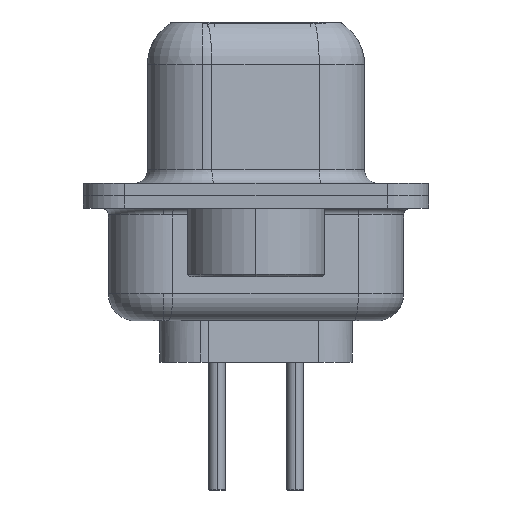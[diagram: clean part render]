
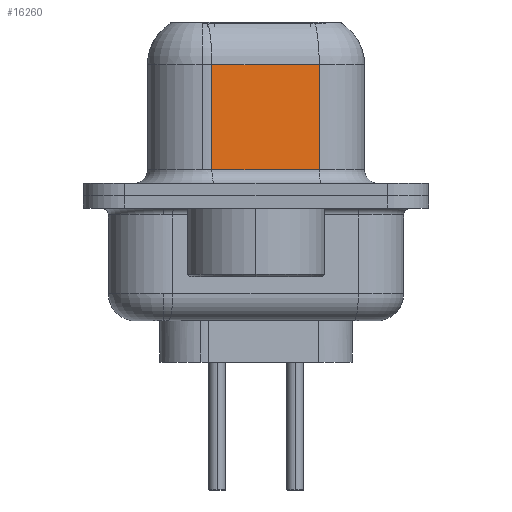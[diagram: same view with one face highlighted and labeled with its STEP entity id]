
A CAD part, left-side view. The second image highlights one B-rep face of the part: STEP entity #16260.
In plain terms, the highlighted planar face has unit normal (-0.985, -0.174, 0).
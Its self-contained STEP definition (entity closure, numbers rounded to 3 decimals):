
#197 = VERTEX_POINT ( 'NONE', #12757 ) ;
#1418 = FACE_OUTER_BOUND ( 'NONE', #18003, .T. ) ;
#3486 = VERTEX_POINT ( 'NONE', #23234 ) ;
#3954 = CARTESIAN_POINT ( 'NONE',  ( 5.048, -2.297, 4.77 ) ) ;
#4534 = EDGE_CURVE ( 'NONE', #3486, #17362, #8108, .T. ) ;
#5316 = DIRECTION ( 'NONE',  ( -0.174, 0.985, 0. ) ) ;
#5681 = DIRECTION ( 'NONE',  ( 0.985, 0.174, 0. ) ) ;
#7343 = CARTESIAN_POINT ( 'NONE',  ( 4.36, 1.603, 6.52 ) ) ;
#7413 = VECTOR ( 'NONE', #10815, 1000. ) ;
#8108 = LINE ( 'NONE', #3954, #19576 ) ;
#9113 = LINE ( 'NONE', #18471, #7413 ) ;
#10356 = CARTESIAN_POINT ( 'NONE',  ( 4.36, 1.603, 4.77 ) ) ;
#10815 = DIRECTION ( 'NONE',  ( 0., 0., -1. ) ) ;
#11100 = VECTOR ( 'NONE', #22071, 1000. ) ;
#11486 = EDGE_CURVE ( 'NONE', #3486, #23648, #9113, .T. ) ;
#11850 = EDGE_CURVE ( 'NONE', #197, #23648, #17524, .T. ) ;
#12757 = CARTESIAN_POINT ( 'NONE',  ( 4.36, 1.603, 0.95 ) ) ;
#13666 = ORIENTED_EDGE ( 'NONE', *, *, #11486, .F. ) ;
#14005 = AXIS2_PLACEMENT_3D ( 'NONE', #24077, #5681, #5316 ) ;
#14033 = CARTESIAN_POINT ( 'NONE',  ( 5.048, -2.297, 0.95 ) ) ;
#14604 = PLANE ( 'NONE',  #14005 ) ;
#15423 = ORIENTED_EDGE ( 'NONE', *, *, #20561, .T. ) ;
#15588 = CARTESIAN_POINT ( 'NONE',  ( 5.048, -2.297, 0.95 ) ) ;
#16260 = ADVANCED_FACE ( 'NONE', ( #1418 ), #14604, .F. ) ;
#16992 = DIRECTION ( 'NONE',  ( -0.174, 0.985, 0. ) ) ;
#17362 = VERTEX_POINT ( 'NONE', #10356 ) ;
#17524 = LINE ( 'NONE', #15588, #17534 ) ;
#17534 = VECTOR ( 'NONE', #19098, 1000. ) ;
#18003 = EDGE_LOOP ( 'NONE', ( #13666, #21772, #15423, #18735 ) ) ;
#18471 = CARTESIAN_POINT ( 'NONE',  ( 5.048, -2.297, 6.52 ) ) ;
#18735 = ORIENTED_EDGE ( 'NONE', *, *, #11850, .T. ) ;
#19098 = DIRECTION ( 'NONE',  ( 0.174, -0.985, 0. ) ) ;
#19576 = VECTOR ( 'NONE', #16992, 1000. ) ;
#20127 = LINE ( 'NONE', #7343, #11100 ) ;
#20561 = EDGE_CURVE ( 'NONE', #17362, #197, #20127, .T. ) ;
#21772 = ORIENTED_EDGE ( 'NONE', *, *, #4534, .T. ) ;
#22071 = DIRECTION ( 'NONE',  ( 0., 0., -1. ) ) ;
#23234 = CARTESIAN_POINT ( 'NONE',  ( 5.048, -2.297, 4.77 ) ) ;
#23648 = VERTEX_POINT ( 'NONE', #14033 ) ;
#24077 = CARTESIAN_POINT ( 'NONE',  ( 5.048, -2.297, 6.52 ) ) ;
